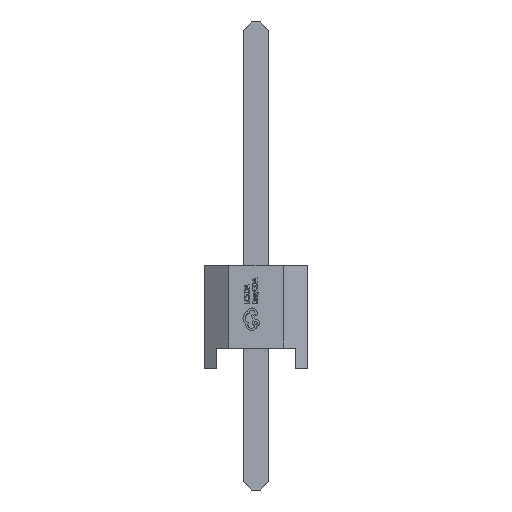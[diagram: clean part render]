
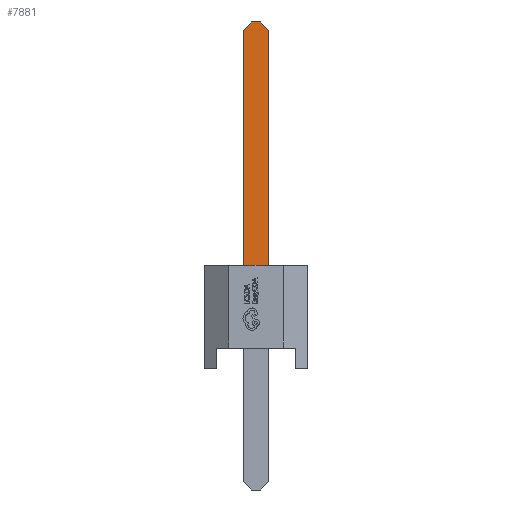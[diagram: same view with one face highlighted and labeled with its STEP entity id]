
A CAD part, left-side view. The second image highlights one B-rep face of the part: STEP entity #7881.
In plain terms, the highlighted planar face has unit normal (-1, 0, 0).
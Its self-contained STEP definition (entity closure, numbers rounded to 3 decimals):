
#451=FACE_OUTER_BOUND('',#895,.T.);
#895=EDGE_LOOP('',(#5516,#5517,#5518,#5519,#5520,#5521));
#1586=LINE('',#11518,#2492);
#1620=LINE('',#11585,#2526);
#1624=LINE('',#11593,#2530);
#1626=LINE('',#11597,#2532);
#1627=LINE('',#11599,#2533);
#1628=LINE('',#11600,#2534);
#2492=VECTOR('',#9117,1.);
#2526=VECTOR('',#9193,1.);
#2530=VECTOR('',#9199,1.);
#2532=VECTOR('',#9203,1.);
#2533=VECTOR('',#9204,1.);
#2534=VECTOR('',#9205,1.);
#3452=VERTEX_POINT('',#11514);
#3454=VERTEX_POINT('',#11517);
#3466=VERTEX_POINT('',#11584);
#3469=VERTEX_POINT('',#11592);
#3470=VERTEX_POINT('',#11596);
#3471=VERTEX_POINT('',#11598);
#4244=EDGE_CURVE('',#3452,#3454,#1586,.T.);
#4278=EDGE_CURVE('',#3452,#3466,#1620,.T.);
#4282=EDGE_CURVE('',#3469,#3454,#1624,.T.);
#4284=EDGE_CURVE('',#3466,#3470,#1626,.T.);
#4285=EDGE_CURVE('',#3470,#3471,#1627,.T.);
#4286=EDGE_CURVE('',#3471,#3469,#1628,.T.);
#5516=ORIENTED_EDGE('',*,*,#4244,.F.);
#5517=ORIENTED_EDGE('',*,*,#4278,.T.);
#5518=ORIENTED_EDGE('',*,*,#4284,.T.);
#5519=ORIENTED_EDGE('',*,*,#4285,.T.);
#5520=ORIENTED_EDGE('',*,*,#4286,.T.);
#5521=ORIENTED_EDGE('',*,*,#4282,.T.);
#7289=PLANE('',#8358);
#7881=ADVANCED_FACE('',(#451),#7289,.T.);
#8358=AXIS2_PLACEMENT_3D('',#11595,#9201,#9202);
#9117=DIRECTION('',(0.,1.,0.));
#9193=DIRECTION('',(0.,0.,1.));
#9199=DIRECTION('',(0.,0.,-1.));
#9201=DIRECTION('center_axis',(-1.,0.,0.));
#9202=DIRECTION('ref_axis',(0.,0.,1.));
#9203=DIRECTION('',(0.,0.707,0.707));
#9204=DIRECTION('',(0.,1.,0.));
#9205=DIRECTION('',(0.,0.707,-0.707));
#11514=CARTESIAN_POINT('',(-5.4,-0.32,2.54));
#11517=CARTESIAN_POINT('',(-5.4,0.32,2.54));
#11518=CARTESIAN_POINT('',(-5.4,0.,2.54));
#11584=CARTESIAN_POINT('',(-5.4,-0.32,8.34));
#11585=CARTESIAN_POINT('',(-5.4,-0.32,-2.8));
#11592=CARTESIAN_POINT('',(-5.4,0.32,8.34));
#11593=CARTESIAN_POINT('',(-5.4,0.32,-2.8));
#11595=CARTESIAN_POINT('Origin',(-5.4,0.,0.));
#11596=CARTESIAN_POINT('',(-5.4,-0.12,8.54));
#11597=CARTESIAN_POINT('',(-5.4,-0.32,8.34));
#11598=CARTESIAN_POINT('',(-5.4,0.12,8.54));
#11599=CARTESIAN_POINT('',(-5.4,0.12,8.54));
#11600=CARTESIAN_POINT('',(-5.4,0.32,8.34));
